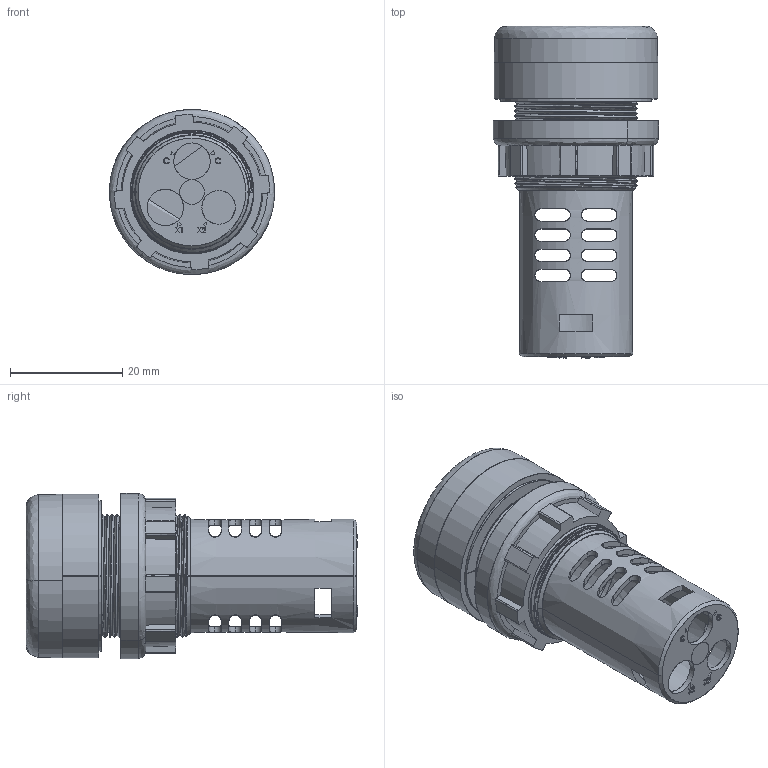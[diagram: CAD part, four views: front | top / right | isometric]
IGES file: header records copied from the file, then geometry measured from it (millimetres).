
Start section: SolidWorks IGES file using analytic representation for surfaces
Global section: file name: PCL22_(BI).IGS; native system: SolidWorks 2018; preprocessor: SolidWorks 2018; author: chwang; date: 190626.145338; units: foot
Bounding box: 29.46 x 59.2 x 29.46 mm (x, y, z)
Surface area: 13736.8 mm2 (no closed solid volume)
Topology: 0 solids, 0 shells, 345 faces, 5994 edges, 5994 vertices
Faces by surface type: bspline 193, revolution 152
